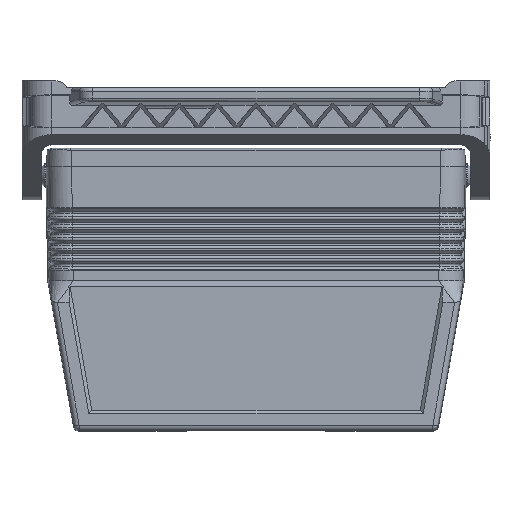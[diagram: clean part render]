
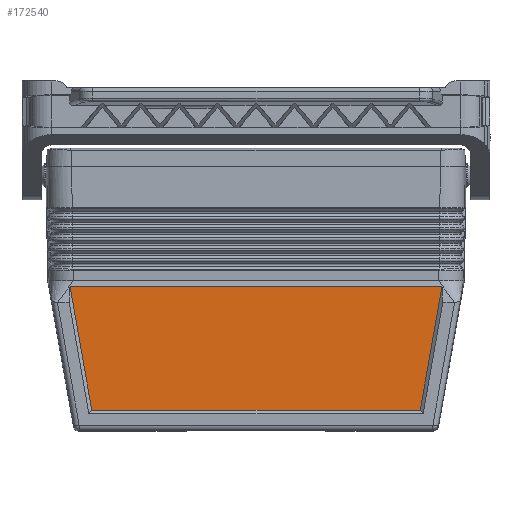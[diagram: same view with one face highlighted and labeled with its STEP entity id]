
A CAD part, front view. The second image highlights one B-rep face of the part: STEP entity #172540.
In plain terms, the highlighted face is planar.
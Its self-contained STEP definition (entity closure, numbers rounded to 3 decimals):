
#127910=CARTESIAN_POINT('',(417.083,77.426,
70.233));
#127920=VERTEX_POINT('',#127910);
#128070=CARTESIAN_POINT('',(417.083,83.656,
34.87));
#128080=VERTEX_POINT('',#128070);
#128110=CARTESIAN_POINT('',(417.083,87.644,
12.233));
#128120=DIRECTION('',(0.,0.174,
-0.985));
#128130=VECTOR('',#128120,1.);
#128140=LINE('',#128110,#128130);
#128150=EDGE_CURVE('',#127920,#128080,#128140,.T.);
#166960=CARTESIAN_POINT('',(417.083,-22.843,
34.87));
#166970=VERTEX_POINT('',#166960);
#167000=CARTESIAN_POINT('',(417.083,44.373,
34.87));
#167010=DIRECTION('',(0.,1.,0.));
#167020=VECTOR('',#167010,1.);
#167030=LINE('',#167000,#167020);
#167040=EDGE_CURVE('',#166970,#128080,#167030,.T.);
#172310=CARTESIAN_POINT('',(417.083,-12.317,
48.893));
#172320=DIRECTION('',(1.,0.,0.));
#172330=DIRECTION('',(0.,1.,0.));
#172340=AXIS2_PLACEMENT_3D('',#172310,#172320,#172330);
#172350=PLANE('',#172340);
#172360=CARTESIAN_POINT('',(417.083,-26.831,
12.233));
#172370=DIRECTION('',(0.,-0.174,
-0.985));
#172380=VECTOR('',#172370,1.);
#172390=LINE('',#172360,#172380);
#172400=CARTESIAN_POINT('',(417.083,-16.613,
70.233));
#172410=VERTEX_POINT('',#172400);
#172420=EDGE_CURVE('',#172410,#166970,#172390,.T.);
#172430=ORIENTED_EDGE('',*,*,#172420,.T.);
#172440=CARTESIAN_POINT('',(417.083,44.373,
70.233));
#172450=DIRECTION('',(0.,-1.,0.));
#172460=VECTOR('',#172450,1.);
#172470=LINE('',#172440,#172460);
#172480=EDGE_CURVE('',#127920,#172410,#172470,.T.);
#172490=ORIENTED_EDGE('',*,*,#172480,.T.);
#172500=ORIENTED_EDGE('',*,*,#128150,.F.);
#172510=ORIENTED_EDGE('',*,*,#167040,.T.);
#172520=EDGE_LOOP('',(#172510,#172500,#172490,#172430));
#172530=FACE_OUTER_BOUND('',#172520,.T.);
#172540=ADVANCED_FACE('',(#172530),#172350,.T.);
